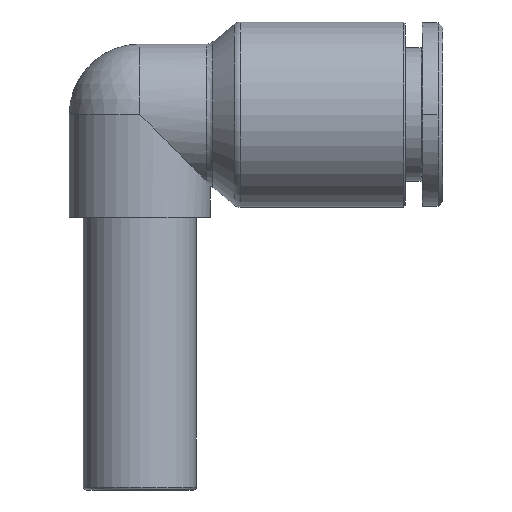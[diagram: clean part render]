
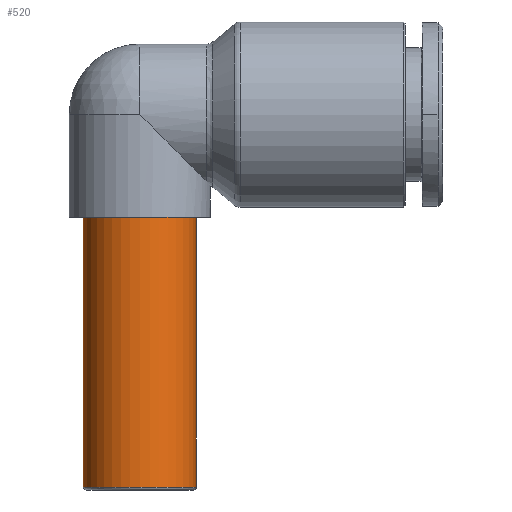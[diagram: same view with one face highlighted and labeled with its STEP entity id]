
A CAD part, front view. The second image highlights one B-rep face of the part: STEP entity #520.
In plain terms, the highlighted cylindrical face has radius 6 mm (diameter 12 mm), a partial arc.
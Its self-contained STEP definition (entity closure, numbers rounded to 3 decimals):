
#479=CARTESIAN_POINT('',(-2.,0.,-25.4));
#480=DIRECTION('',(0.,0.,1.0));
#481=DIRECTION('',(-1.0,0.0,0.0));
#482=AXIS2_PLACEMENT_3D('',#479,#480,#481);
#483=CYLINDRICAL_SURFACE('',#482,6.);
#484=CARTESIAN_POINT('',(-8.,0.,-39.6));
#485=VERTEX_POINT('',#484);
#486=CARTESIAN_POINT('',(-8.,0.,-10.9));
#487=VERTEX_POINT('',#486);
#488=CARTESIAN_POINT('',(-8.,0.,-39.6));
#489=DIRECTION('',(0.0,0.0,1.0));
#490=VECTOR('',#489,28.7);
#491=LINE('',#488,#490);
#492=EDGE_CURVE('',#485,#487,#491,.T.);
#493=ORIENTED_EDGE('',*,*,#492,.F.);
#494=CARTESIAN_POINT('',(4.,0.,-39.6));
#495=VERTEX_POINT('',#494);
#496=CARTESIAN_POINT('',(-2.,0.,-39.6));
#497=DIRECTION('',(0.0,0.0,-1.0));
#498=DIRECTION('',(1.0,0.0,0.0));
#499=AXIS2_PLACEMENT_3D('',#496,#497,#498);
#500=CIRCLE('',#499,6.);
#501=EDGE_CURVE('',#495,#485,#500,.T.);
#502=ORIENTED_EDGE('',*,*,#501,.F.);
#503=CARTESIAN_POINT('',(4.,0.,-10.9));
#504=VERTEX_POINT('',#503);
#505=CARTESIAN_POINT('',(4.,0.,-10.9));
#506=DIRECTION('',(0.0,0.0,-1.0));
#507=VECTOR('',#506,28.7);
#508=LINE('',#505,#507);
#509=EDGE_CURVE('',#504,#495,#508,.T.);
#510=ORIENTED_EDGE('',*,*,#509,.F.);
#511=CARTESIAN_POINT('',(-2.,0.,-10.9));
#512=DIRECTION('',(0.0,0.0,1.0));
#513=DIRECTION('',(-1.0,0.0,0.0));
#514=AXIS2_PLACEMENT_3D('',#511,#512,#513);
#515=CIRCLE('',#514,6.);
#516=EDGE_CURVE('',#487,#504,#515,.T.);
#517=ORIENTED_EDGE('',*,*,#516,.F.);
#518=EDGE_LOOP('',(#493,#502,#510,#517));
#519=FACE_OUTER_BOUND('',#518,.T.);
#520=ADVANCED_FACE('',(#519),#483,.T.);
